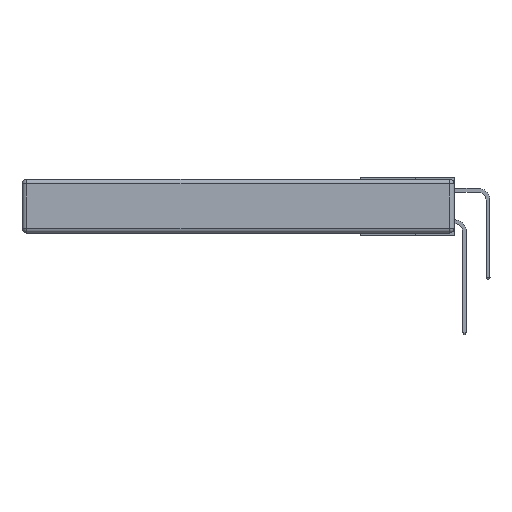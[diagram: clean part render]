
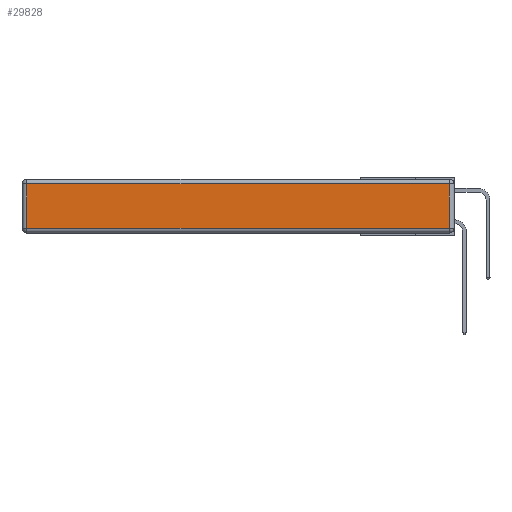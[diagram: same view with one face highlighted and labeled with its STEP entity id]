
A CAD part, left-side view. The second image highlights one B-rep face of the part: STEP entity #29828.
In plain terms, the highlighted planar face has unit normal (-1, 0, 0).
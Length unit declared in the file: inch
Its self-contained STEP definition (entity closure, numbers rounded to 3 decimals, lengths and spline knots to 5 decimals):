
#3565 = DIRECTION ( 'NONE',  ( -1., 0., 0. ) ) ;
#4168 = EDGE_CURVE ( 'NONE', #26718, #28669, #16245, .T. ) ;
#6059 = EDGE_CURVE ( 'NONE', #17075, #26718, #30570, .T. ) ;
#6162 = LINE ( 'NONE', #9598, #11695 ) ;
#7256 = CARTESIAN_POINT ( 'NONE',  ( 0., 0., -0.313 ) ) ;
#9275 = VERTEX_POINT ( 'NONE', #13123 ) ;
#9598 = CARTESIAN_POINT ( 'NONE',  ( 0., 2.75, -0.03 ) ) ;
#10463 = VECTOR ( 'NONE', #14006, 39.37008 ) ;
#11695 = VECTOR ( 'NONE', #23760, 39.37008 ) ;
#12987 = CARTESIAN_POINT ( 'NONE',  ( 0., 0.03, -0.03 ) ) ;
#13123 = CARTESIAN_POINT ( 'NONE',  ( 0., 2.72, -0.03 ) ) ;
#13182 = CARTESIAN_POINT ( 'NONE',  ( 0., 0.03, -0.343 ) ) ;
#14006 = DIRECTION ( 'NONE',  ( 0., 0., -1. ) ) ;
#14355 = VECTOR ( 'NONE', #29993, 39.37008 ) ;
#14433 = FACE_OUTER_BOUND ( 'NONE', #22178, .T. ) ;
#15958 = ORIENTED_EDGE ( 'NONE', *, *, #18415, .T. ) ;
#16245 = LINE ( 'NONE', #13182, #14355 ) ;
#17075 = VERTEX_POINT ( 'NONE', #25010 ) ;
#17733 = CARTESIAN_POINT ( 'NONE',  ( 0., 0., -0.343 ) ) ;
#18415 = EDGE_CURVE ( 'NONE', #28669, #9275, #6162, .T. ) ;
#19772 = LINE ( 'NONE', #28334, #10463 ) ;
#20456 = EDGE_CURVE ( 'NONE', #9275, #17075, #19772, .T. ) ;
#20643 = DIRECTION ( 'NONE',  ( 0., 0., 1. ) ) ;
#22178 = EDGE_LOOP ( 'NONE', ( #23351, #22488, #15958, #26432 ) ) ;
#22488 = ORIENTED_EDGE ( 'NONE', *, *, #4168, .T. ) ;
#22751 = VECTOR ( 'NONE', #26222, 39.37008 ) ;
#23351 = ORIENTED_EDGE ( 'NONE', *, *, #6059, .T. ) ;
#23760 = DIRECTION ( 'NONE',  ( 0., 1., 0. ) ) ;
#25010 = CARTESIAN_POINT ( 'NONE',  ( 0., 2.72, -0.313 ) ) ;
#25521 = CARTESIAN_POINT ( 'NONE',  ( 0., 0.03, -0.313 ) ) ;
#26222 = DIRECTION ( 'NONE',  ( 0., -1., 0. ) ) ;
#26432 = ORIENTED_EDGE ( 'NONE', *, *, #20456, .T. ) ;
#26718 = VERTEX_POINT ( 'NONE', #25521 ) ;
#26722 = AXIS2_PLACEMENT_3D ( 'NONE', #17733, #3565, #20643 ) ;
#27146 = PLANE ( 'NONE',  #26722 ) ;
#28334 = CARTESIAN_POINT ( 'NONE',  ( 0., 2.72, -0.343 ) ) ;
#28669 = VERTEX_POINT ( 'NONE', #12987 ) ;
#29828 = ADVANCED_FACE ( 'NONE', ( #14433 ), #27146, .T. ) ;
#29993 = DIRECTION ( 'NONE',  ( 0., 0., 1. ) ) ;
#30570 = LINE ( 'NONE', #7256, #22751 ) ;
